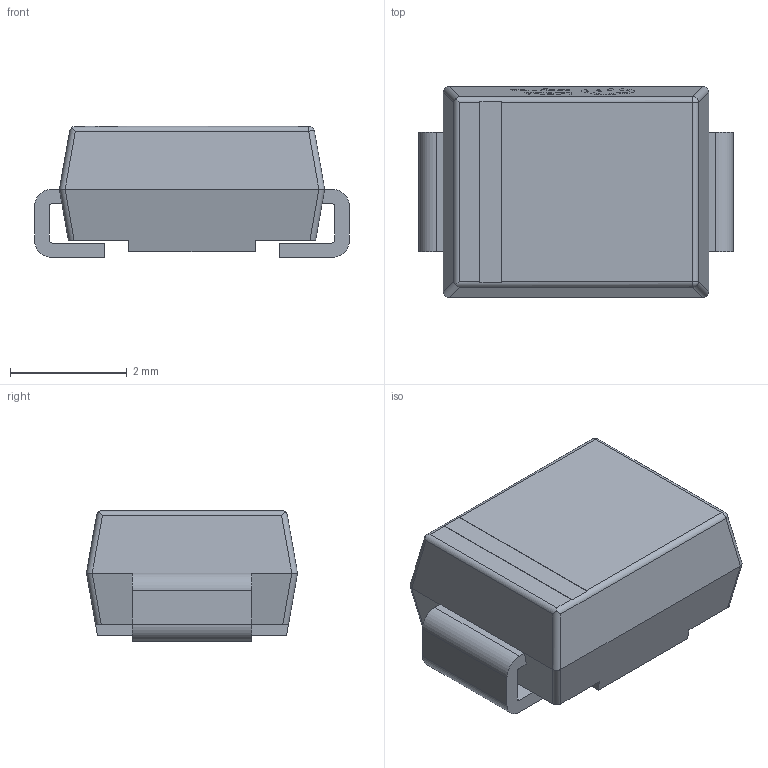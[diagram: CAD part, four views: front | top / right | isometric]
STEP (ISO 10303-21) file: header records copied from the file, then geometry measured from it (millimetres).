
FILE_DESCRIPTION (( 'STEP AP214' ), '1' );
FILE_NAME ('SMB_L4.6-W3.6-LS5.4-RD.step', '2022-07-05T10:55:59', ( '' ), ( '' ), 'SwSTEP 2.0', 'SolidWorks 2020', '' );
FILE_SCHEMA (( 'AUTOMOTIVE_DESIGN' ));
Length unit declared in the file: millimetre
Products named in the file (1): SMB_L4.6-W3.6-LS5.4-RD
Bounding box: 5.4 x 3.62 x 2.25 mm (x, y, z)
Volume: 33 mm3; surface area: 79.8 mm2
Topology: 1 solids, 1 shells, 282 faces, 765 edges, 504 vertices
Faces by surface type: plane 162, bspline 98, cylinder 20, sphere 2
Entity records: 12439 total; most frequent: CARTESIAN_POINT 2900, ORIENTED_EDGE 1530, DIRECTION 947, EDGE_CURVE 765, VECTOR 525, LINE 525, VERTEX_POINT 504, EDGE_LOOP 301
